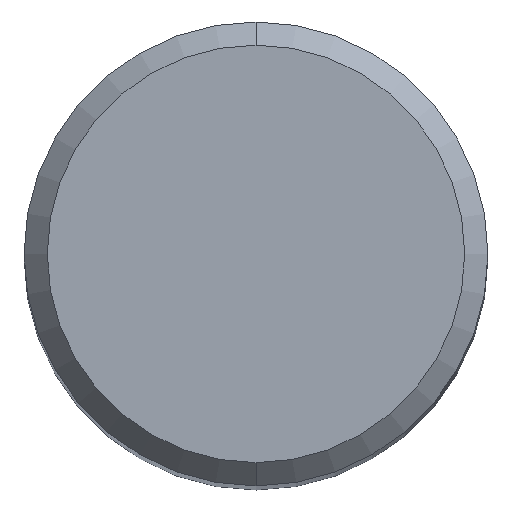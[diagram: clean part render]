
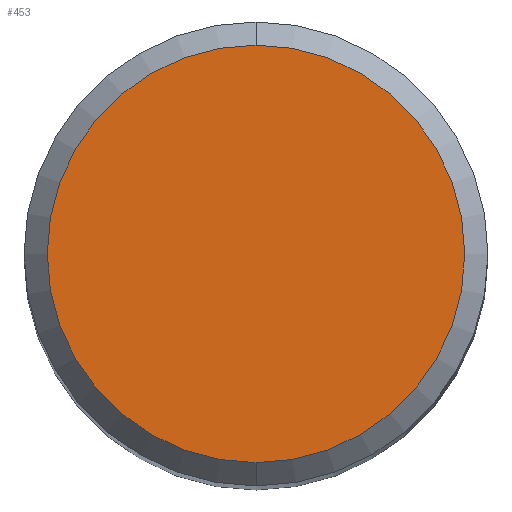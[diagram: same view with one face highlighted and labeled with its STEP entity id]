
A CAD part, top view. The second image highlights one B-rep face of the part: STEP entity #453.
In plain terms, the highlighted planar face has unit normal (0, 0, 1).
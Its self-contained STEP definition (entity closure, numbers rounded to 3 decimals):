
#237=EDGE_CURVE('',#401,#429,#555,.T.);
#309=EDGE_CURVE('',#429,#401,#638,.T.);
#401=VERTEX_POINT('',#742);
#429=VERTEX_POINT('',#771);
#453=ADVANCED_FACE('',(#796),#797,.T.);
#555=CIRCLE('',#989,3.6);
#638=CIRCLE('',#1153,3.6);
#742=CARTESIAN_POINT('',(0.0,3.6,0.0));
#771=CARTESIAN_POINT('',(0.,-3.6,0.0));
#796=FACE_OUTER_BOUND('',#1460,.T.);
#797=PLANE('',#1461);
#989=AXIS2_PLACEMENT_3D('',#1537,#1538,#1539);
#1153=AXIS2_PLACEMENT_3D('',#1651,#1652,#1653);
#1460=EDGE_LOOP('',(#1821,#1822));
#1461=AXIS2_PLACEMENT_3D('',#1823,#1824,#1825);
#1537=CARTESIAN_POINT('',(0.0,0.0,0.0));
#1538=DIRECTION('',(0.0,0.0,-1.0));
#1539=DIRECTION('',(0.0,1.0,0.0));
#1651=CARTESIAN_POINT('',(0.0,0.0,0.0));
#1652=DIRECTION('',(0.0,0.0,-1.0));
#1653=DIRECTION('',(0.0,1.0,0.0));
#1821=ORIENTED_EDGE('',*,*,#237,.F.);
#1822=ORIENTED_EDGE('',*,*,#309,.F.);
#1823=CARTESIAN_POINT('',(0.0,1.8,0.0));
#1824=DIRECTION('',(-0.0,0.0,1.0));
#1825=DIRECTION('',(0.0,-1.0,0.0));
